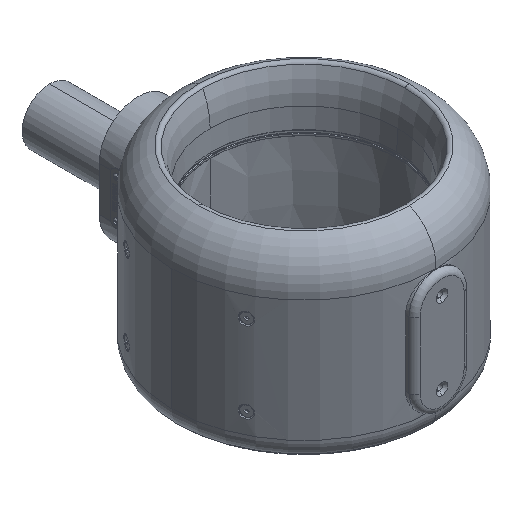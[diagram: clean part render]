
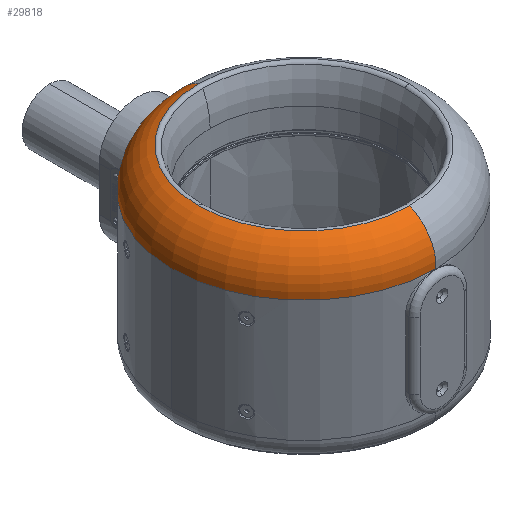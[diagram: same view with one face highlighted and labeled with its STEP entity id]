
A CAD part, isometric view. The second image highlights one B-rep face of the part: STEP entity #29818.
In plain terms, the highlighted toroidal (fillet/blend) face has major radius 81.029 mm and minor radius 38.707 mm.
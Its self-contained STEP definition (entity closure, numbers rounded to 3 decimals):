
#487 = CARTESIAN_POINT ( 'NONE',  ( 146.104, 258.179, 202.74 ) ) ;
#676 = EDGE_CURVE ( 'NONE', #27938, #10893, #3127, .T. ) ;
#783 = CARTESIAN_POINT ( 'NONE',  ( 146.104, 162.487, 165.24 ) ) ;
#1397 = CIRCLE ( 'NONE', #25633, 119.7 ) ;
#2225 = EDGE_CURVE ( 'NONE', #12638, #10893, #29020, .T. ) ;
#2320 = TOROIDAL_SURFACE ( 'NONE', #11309, 81.029, 38.707 ) ;
#2845 = VERTEX_POINT ( 'NONE', #18963 ) ;
#3127 = CIRCLE ( 'NONE', #7411, 38.707 ) ;
#3890 = FACE_OUTER_BOUND ( 'NONE', #23863, .T. ) ;
#4031 = VERTEX_POINT ( 'NONE', #20979 ) ;
#4044 = DIRECTION ( 'NONE',  ( 0., 0., 1. ) ) ;
#5812 = AXIS2_PLACEMENT_3D ( 'NONE', #7772, #25611, #7274 ) ;
#6187 = DIRECTION ( 'NONE',  ( -1., 0., 0. ) ) ;
#6324 = AXIS2_PLACEMENT_3D ( 'NONE', #28855, #8534, #29012 ) ;
#6587 = DIRECTION ( 'NONE',  ( 0., -1., 0. ) ) ;
#6846 = CIRCLE ( 'NONE', #6324, 119.7 ) ;
#7274 = DIRECTION ( 'NONE',  ( 0., -1., 0. ) ) ;
#7411 = AXIS2_PLACEMENT_3D ( 'NONE', #24031, #6187, #16264 ) ;
#7772 = CARTESIAN_POINT ( 'NONE',  ( 146.104, 162.487, 202.74 ) ) ;
#8346 = EDGE_CURVE ( 'NONE', #2845, #4031, #6846, .T. ) ;
#8534 = DIRECTION ( 'NONE',  ( 0., 0., 1. ) ) ;
#10505 = AXIS2_PLACEMENT_3D ( 'NONE', #21457, #18989, #6587 ) ;
#10893 = VERTEX_POINT ( 'NONE', #30157 ) ;
#11309 = AXIS2_PLACEMENT_3D ( 'NONE', #29161, #4044, #31142 ) ;
#12099 = VERTEX_POINT ( 'NONE', #487 ) ;
#12638 = VERTEX_POINT ( 'NONE', #26226 ) ;
#13078 = EDGE_CURVE ( 'NONE', #4031, #27938, #1397, .T. ) ;
#14543 = ORIENTED_EDGE ( 'NONE', *, *, #8346, .T. ) ;
#14760 = DIRECTION ( 'NONE',  ( 1., 0., 0. ) ) ;
#15453 = DIRECTION ( 'NONE',  ( 0., 0., 1. ) ) ;
#16264 = DIRECTION ( 'NONE',  ( 0., 0., 1. ) ) ;
#17896 = EDGE_CURVE ( 'NONE', #12099, #12638, #23166, .T. ) ;
#18963 = CARTESIAN_POINT ( 'NONE',  ( 146.104, 282.187, 165.24 ) ) ;
#18989 = DIRECTION ( 'NONE',  ( 0., 0., 1. ) ) ;
#19172 = ORIENTED_EDGE ( 'NONE', *, *, #13078, .T. ) ;
#20031 = DIRECTION ( 'NONE',  ( 0., 1., 0. ) ) ;
#20489 = ORIENTED_EDGE ( 'NONE', *, *, #2225, .F. ) ;
#20979 = CARTESIAN_POINT ( 'NONE',  ( 26.404, 162.487, 165.24 ) ) ;
#21354 = ORIENTED_EDGE ( 'NONE', *, *, #17896, .F. ) ;
#21457 = CARTESIAN_POINT ( 'NONE',  ( 146.104, 162.487, 202.74 ) ) ;
#23166 = CIRCLE ( 'NONE', #10505, 95.692 ) ;
#23682 = CARTESIAN_POINT ( 'NONE',  ( 146.104, 42.787, 165.24 ) ) ;
#23863 = EDGE_LOOP ( 'NONE', ( #29978, #14543, #19172, #32457, #20489, #21354 ) ) ;
#24031 = CARTESIAN_POINT ( 'NONE',  ( 146.104, 81.458, 166.918 ) ) ;
#25611 = DIRECTION ( 'NONE',  ( 0., 0., 1. ) ) ;
#25633 = AXIS2_PLACEMENT_3D ( 'NONE', #783, #15453, #28173 ) ;
#26226 = CARTESIAN_POINT ( 'NONE',  ( 50.413, 162.487, 202.74 ) ) ;
#26732 = EDGE_CURVE ( 'NONE', #2845, #12099, #32523, .T. ) ;
#26735 = AXIS2_PLACEMENT_3D ( 'NONE', #27469, #14760, #20031 ) ;
#27469 = CARTESIAN_POINT ( 'NONE',  ( 146.104, 243.516, 166.918 ) ) ;
#27938 = VERTEX_POINT ( 'NONE', #23682 ) ;
#28173 = DIRECTION ( 'NONE',  ( 0., -1., 0. ) ) ;
#28855 = CARTESIAN_POINT ( 'NONE',  ( 146.104, 162.487, 165.24 ) ) ;
#29012 = DIRECTION ( 'NONE',  ( 0., -1., 0. ) ) ;
#29020 = CIRCLE ( 'NONE', #5812, 95.692 ) ;
#29161 = CARTESIAN_POINT ( 'NONE',  ( 146.104, 162.487, 166.918 ) ) ;
#29818 = ADVANCED_FACE ( 'NONE', ( #3890 ), #2320, .T. ) ;
#29978 = ORIENTED_EDGE ( 'NONE', *, *, #26732, .F. ) ;
#30157 = CARTESIAN_POINT ( 'NONE',  ( 146.104, 66.795, 202.74 ) ) ;
#31142 = DIRECTION ( 'NONE',  ( 0., -1., 0. ) ) ;
#32457 = ORIENTED_EDGE ( 'NONE', *, *, #676, .T. ) ;
#32523 = CIRCLE ( 'NONE', #26735, 38.707 ) ;
